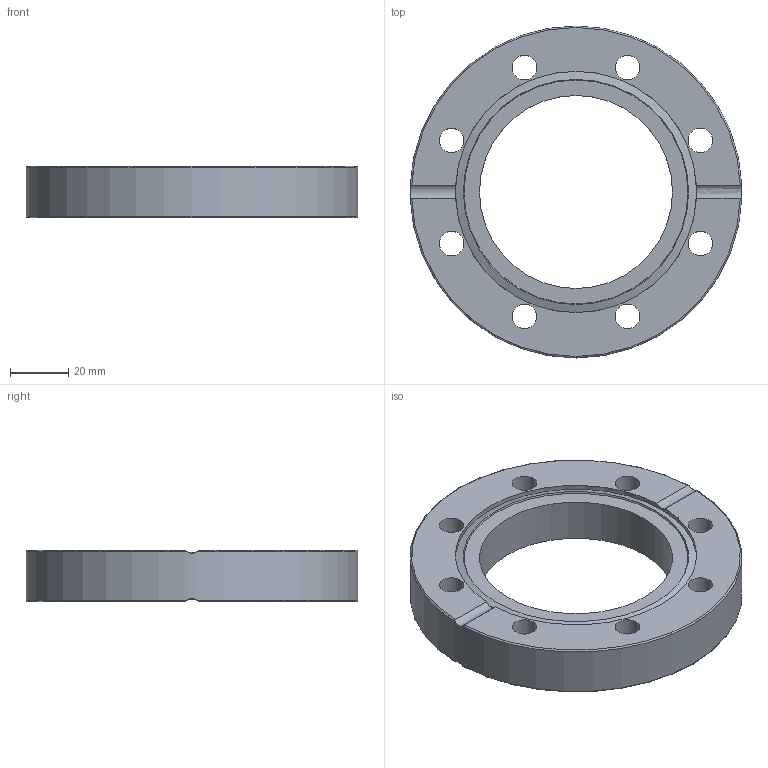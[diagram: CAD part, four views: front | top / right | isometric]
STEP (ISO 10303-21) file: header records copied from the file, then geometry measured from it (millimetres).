
FILE_DESCRIPTION((''),'2;1');
FILE_NAME('F63D66LNS.stp','2009-03-13T09:39:20',('hasers'),(''),'Autodesk Inventor 2008','Autodesk Inventor 2008','');
FILE_SCHEMA(('AUTOMOTIVE_DESIGN { 1 0 10303 214 1 1 1 1 }'));
Length unit declared in the file: millimetre
Products named in the file (2): F63D66LNS; CF-07 [Keywords [Summary]=1.4429][Company [Summary]=Vacom][Title [Summary]=F63D66]
Assembly tree (1 placements, depth 2):
  F63D66LNS
    CF-07 [Keywords [Summary]=1.4429][Company [Summary]=Vacom][Title [Summary]=F63D66]
Bounding box: 113.5 x 113.5 x 17.5 mm (x, y, z)
Volume: 104737.8 mm3; surface area: 26552.8 mm2
Topology: 1 solids, 1 shells, 30 faces, 86 edges, 58 vertices
Faces by surface type: bspline 10, cylinder 6, plane 6, torus 4, cone 4
Full cylindrical faces by diameter (mm): 66 x1, 82.5 x2, 113.5 x1
Entity records: 1247 total; most frequent: CARTESIAN_POINT 540, DIRECTION 126, ORIENTED_EDGE 120, EDGE_LOOP 64, EDGE_CURVE 60, AXIS2_PLACEMENT_3D 59, VERTEX_POINT 48, CIRCLE 36
